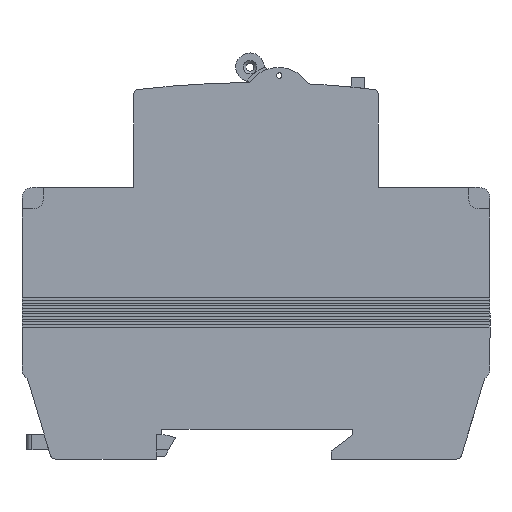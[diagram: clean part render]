
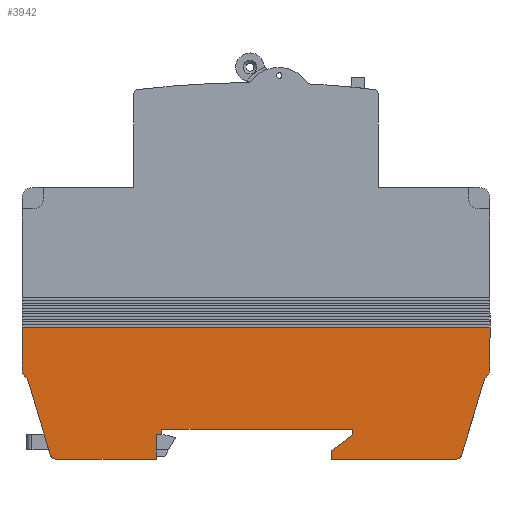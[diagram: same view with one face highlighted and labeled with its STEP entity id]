
A CAD part, left-side view. The second image highlights one B-rep face of the part: STEP entity #3942.
In plain terms, the highlighted planar face has unit normal (-1, 0, 0).
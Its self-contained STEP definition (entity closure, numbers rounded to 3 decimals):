
#32 = VECTOR ( 'NONE', #8255, 1000. ) ;
#73 = ORIENTED_EDGE ( 'NONE', *, *, #2494, .F. ) ;
#170 = AXIS2_PLACEMENT_3D ( 'NONE', #5238, #492, #6026 ) ;
#281 = LINE ( 'NONE', #3525, #32 ) ;
#335 = VERTEX_POINT ( 'NONE', #457 ) ;
#400 = EDGE_CURVE ( 'NONE', #8912, #9826, #7715, .T. ) ;
#408 = LINE ( 'NONE', #484, #8325 ) ;
#457 = CARTESIAN_POINT ( 'NONE',  ( -9., -43.5, 19. ) ) ;
#484 = CARTESIAN_POINT ( 'NONE',  ( -9., 43.5, 9.5 ) ) ;
#492 = DIRECTION ( 'NONE',  ( -1., 0., 0. ) ) ;
#523 = DIRECTION ( 'NONE',  ( 0., 0.287, -0.958 ) ) ;
#602 = EDGE_CURVE ( 'NONE', #9625, #2426, #5599, .T. ) ;
#630 = EDGE_CURVE ( 'NONE', #335, #894, #8802, .T. ) ;
#894 = VERTEX_POINT ( 'NONE', #1417 ) ;
#1130 = ORIENTED_EDGE ( 'NONE', *, *, #3004, .T. ) ;
#1142 = EDGE_CURVE ( 'NONE', #6702, #7866, #1448, .T. ) ;
#1203 = DIRECTION ( 'NONE',  ( 0., 1., 0. ) ) ;
#1267 = AXIS2_PLACEMENT_3D ( 'NONE', #6717, #1960, #7531 ) ;
#1360 = CARTESIAN_POINT ( 'NONE',  ( -9., -18., 0. ) ) ;
#1378 = CARTESIAN_POINT ( 'NONE',  ( -9., 42.5, 9.5 ) ) ;
#1397 = CARTESIAN_POINT ( 'NONE',  ( -9., -18., -1. ) ) ;
#1417 = CARTESIAN_POINT ( 'NONE',  ( -9., -43.5, 11.232 ) ) ;
#1448 = LINE ( 'NONE', #9608, #9607 ) ;
#1491 = EDGE_CURVE ( 'NONE', #3391, #3535, #8939, .T. ) ;
#1621 = VECTOR ( 'NONE', #9483, 1000. ) ;
#1713 = DIRECTION ( 'NONE',  ( 1., 0., 0. ) ) ;
#1742 = ORIENTED_EDGE ( 'NONE', *, *, #1491, .F. ) ;
#1764 = VERTEX_POINT ( 'NONE', #1378 ) ;
#1949 = EDGE_CURVE ( 'NONE', #7866, #3142, #4360, .T. ) ;
#1960 = DIRECTION ( 'NONE',  ( -1., 0., 0. ) ) ;
#2061 = LINE ( 'NONE', #1360, #3923 ) ;
#2065 = LINE ( 'NONE', #1397, #8128 ) ;
#2136 = DIRECTION ( 'NONE',  ( 0., 1., 0. ) ) ;
#2139 = LINE ( 'NONE', #9023, #6103 ) ;
#2151 = VERTEX_POINT ( 'NONE', #3803 ) ;
#2246 = VECTOR ( 'NONE', #1203, 1000. ) ;
#2290 = EDGE_CURVE ( 'NONE', #3142, #9625, #3466, .T. ) ;
#2426 = VERTEX_POINT ( 'NONE', #6851 ) ;
#2433 = LINE ( 'NONE', #5766, #6637 ) ;
#2483 = EDGE_CURVE ( 'NONE', #4703, #2529, #2065, .T. ) ;
#2494 = EDGE_CURVE ( 'NONE', #2151, #335, #5316, .T. ) ;
#2500 = PLANE ( 'NONE',  #6242 ) ;
#2529 = VERTEX_POINT ( 'NONE', #3816 ) ;
#2591 = DIRECTION ( 'NONE',  ( 0., 0., 1. ) ) ;
#2635 = EDGE_CURVE ( 'NONE', #8542, #9826, #9372, .T. ) ;
#2739 = DIRECTION ( 'NONE',  ( 0., 0., -1. ) ) ;
#2742 = VECTOR ( 'NONE', #3456, 1000. ) ;
#2767 = ORIENTED_EDGE ( 'NONE', *, *, #2635, .T. ) ;
#2823 = DIRECTION ( 'NONE',  ( -1., 0., 0. ) ) ;
#3004 = EDGE_CURVE ( 'NONE', #4742, #2426, #7221, .T. ) ;
#3120 = ORIENTED_EDGE ( 'NONE', *, *, #2290, .F. ) ;
#3134 = ORIENTED_EDGE ( 'NONE', *, *, #1949, .F. ) ;
#3142 = VERTEX_POINT ( 'NONE', #7951 ) ;
#3373 = DIRECTION ( 'NONE',  ( -1., 0., 0. ) ) ;
#3381 = ORIENTED_EDGE ( 'NONE', *, *, #2483, .F. ) ;
#3391 = VERTEX_POINT ( 'NONE', #7509 ) ;
#3456 = DIRECTION ( 'NONE',  ( 0., 0., -1. ) ) ;
#3466 = LINE ( 'NONE', #8275, #5565 ) ;
#3491 = EDGE_CURVE ( 'NONE', #4893, #2151, #408, .T. ) ;
#3503 = ORIENTED_EDGE ( 'NONE', *, *, #1142, .F. ) ;
#3525 = CARTESIAN_POINT ( 'NONE',  ( -9., -14., -4. ) ) ;
#3535 = VERTEX_POINT ( 'NONE', #3712 ) ;
#3712 = CARTESIAN_POINT ( 'NONE',  ( -9., -14., -4. ) ) ;
#3752 = ORIENTED_EDGE ( 'NONE', *, *, #602, .F. ) ;
#3781 = DIRECTION ( 'NONE',  ( 0., 0., 1. ) ) ;
#3803 = CARTESIAN_POINT ( 'NONE',  ( -9., 43.5, 19. ) ) ;
#3816 = CARTESIAN_POINT ( 'NONE',  ( -9., -18., 0. ) ) ;
#3923 = VECTOR ( 'NONE', #2136, 1000. ) ;
#3942 = ADVANCED_FACE ( 'NONE', ( #9541 ), #2500, .F. ) ;
#4061 = DIRECTION ( 'NONE',  ( 0., 0., -1. ) ) ;
#4360 = LINE ( 'NONE', #5932, #2246 ) ;
#4374 = ORIENTED_EDGE ( 'NONE', *, *, #5600, .F. ) ;
#4380 = CARTESIAN_POINT ( 'NONE',  ( -9., 17.5, 0. ) ) ;
#4703 = VERTEX_POINT ( 'NONE', #8638 ) ;
#4742 = VERTEX_POINT ( 'NONE', #7090 ) ;
#4855 = ORIENTED_EDGE ( 'NONE', *, *, #6603, .F. ) ;
#4893 = VERTEX_POINT ( 'NONE', #6284 ) ;
#5047 = EDGE_CURVE ( 'NONE', #8912, #894, #6894, .T. ) ;
#5157 = CARTESIAN_POINT ( 'NONE',  ( -9., -42.5, 9.5 ) ) ;
#5238 = CARTESIAN_POINT ( 'NONE',  ( -9., 37.256, -4.5 ) ) ;
#5316 = LINE ( 'NONE', #10127, #9502 ) ;
#5429 = DIRECTION ( 'NONE',  ( 0., -1., 0. ) ) ;
#5565 = VECTOR ( 'NONE', #2739, 1000. ) ;
#5599 = LINE ( 'NONE', #8649, #1621 ) ;
#5600 = EDGE_CURVE ( 'NONE', #8542, #3391, #2433, .T. ) ;
#5766 = CARTESIAN_POINT ( 'NONE',  ( -9., -38., -5.5 ) ) ;
#5767 = CARTESIAN_POINT ( 'NONE',  ( -9., -14., -5.5 ) ) ;
#5791 = CARTESIAN_POINT ( 'NONE',  ( -9., -37.256, -5.5 ) ) ;
#5849 = ORIENTED_EDGE ( 'NONE', *, *, #400, .F. ) ;
#5891 = DIRECTION ( 'NONE',  ( 0., 0.287, 0.958 ) ) ;
#5932 = CARTESIAN_POINT ( 'NONE',  ( -9., 17.5, -1. ) ) ;
#6026 = DIRECTION ( 'NONE',  ( 0., 0., -1. ) ) ;
#6103 = VECTOR ( 'NONE', #5891, 1000. ) ;
#6242 = AXIS2_PLACEMENT_3D ( 'NONE', #6480, #1713, #7267 ) ;
#6284 = CARTESIAN_POINT ( 'NONE',  ( -9., 43.5, 11.232 ) ) ;
#6370 = ORIENTED_EDGE ( 'NONE', *, *, #5047, .T. ) ;
#6480 = CARTESIAN_POINT ( 'NONE',  ( -9., 0., -120.486 ) ) ;
#6590 = EDGE_CURVE ( 'NONE', #3535, #4703, #281, .T. ) ;
#6599 = AXIS2_PLACEMENT_3D ( 'NONE', #7560, #2823, #8359 ) ;
#6603 = EDGE_CURVE ( 'NONE', #4742, #1764, #2139, .T. ) ;
#6637 = VECTOR ( 'NONE', #7351, 1000. ) ;
#6702 = VERTEX_POINT ( 'NONE', #4380 ) ;
#6717 = CARTESIAN_POINT ( 'NONE',  ( -9., 41.5, 11.232 ) ) ;
#6805 = DIRECTION ( 'NONE',  ( 0., 0., 1. ) ) ;
#6851 = CARTESIAN_POINT ( 'NONE',  ( -9., 37.256, -5.5 ) ) ;
#6894 = CIRCLE ( 'NONE', #7667, 2. ) ;
#7081 = CARTESIAN_POINT ( 'NONE',  ( -9., -38.214, -4.787 ) ) ;
#7090 = CARTESIAN_POINT ( 'NONE',  ( -9., 38.214, -4.787 ) ) ;
#7093 = VECTOR ( 'NONE', #2591, 1000. ) ;
#7121 = ORIENTED_EDGE ( 'NONE', *, *, #3491, .F. ) ;
#7221 = CIRCLE ( 'NONE', #170, 1. ) ;
#7267 = DIRECTION ( 'NONE',  ( 0., 0., -1. ) ) ;
#7351 = DIRECTION ( 'NONE',  ( 0., 1., 0. ) ) ;
#7509 = CARTESIAN_POINT ( 'NONE',  ( -9., -14., -5.5 ) ) ;
#7531 = DIRECTION ( 'NONE',  ( 0., 0., -1. ) ) ;
#7560 = CARTESIAN_POINT ( 'NONE',  ( -9., -37.256, -4.5 ) ) ;
#7658 = CARTESIAN_POINT ( 'NONE',  ( -9., -42.5, 9.5 ) ) ;
#7667 = AXIS2_PLACEMENT_3D ( 'NONE', #8086, #3373, #8881 ) ;
#7715 = LINE ( 'NONE', #7658, #9561 ) ;
#7761 = ORIENTED_EDGE ( 'NONE', *, *, #630, .F. ) ;
#7866 = VERTEX_POINT ( 'NONE', #9713 ) ;
#7951 = CARTESIAN_POINT ( 'NONE',  ( -9., 18.5, -1. ) ) ;
#8057 = ORIENTED_EDGE ( 'NONE', *, *, #6590, .F. ) ;
#8086 = CARTESIAN_POINT ( 'NONE',  ( -9., -41.5, 11.232 ) ) ;
#8112 = EDGE_CURVE ( 'NONE', #2529, #6702, #2061, .T. ) ;
#8117 = CIRCLE ( 'NONE', #1267, 2. ) ;
#8128 = VECTOR ( 'NONE', #3781, 1000. ) ;
#8255 = DIRECTION ( 'NONE',  ( 0., -0.8, 0.6 ) ) ;
#8275 = CARTESIAN_POINT ( 'NONE',  ( -9., 18.5, -1. ) ) ;
#8325 = VECTOR ( 'NONE', #6805, 1000. ) ;
#8359 = DIRECTION ( 'NONE',  ( 0., 0., -1. ) ) ;
#8542 = VERTEX_POINT ( 'NONE', #5791 ) ;
#8638 = CARTESIAN_POINT ( 'NONE',  ( -9., -18., -1. ) ) ;
#8649 = CARTESIAN_POINT ( 'NONE',  ( -9., 18.5, -5.5 ) ) ;
#8802 = LINE ( 'NONE', #9753, #2742 ) ;
#8881 = DIRECTION ( 'NONE',  ( 0., 0., -1. ) ) ;
#8912 = VERTEX_POINT ( 'NONE', #5157 ) ;
#8939 = LINE ( 'NONE', #5767, #7093 ) ;
#9023 = CARTESIAN_POINT ( 'NONE',  ( -9., 38., -5.5 ) ) ;
#9208 = CARTESIAN_POINT ( 'NONE',  ( -9., 18.5, -5.5 ) ) ;
#9355 = EDGE_LOOP ( 'NONE', ( #7761, #73, #7121, #9729, #4855, #1130, #3752, #3120, #3134, #3503, #10044, #3381, #8057, #1742, #4374, #2767, #5849, #6370 ) ) ;
#9372 = CIRCLE ( 'NONE', #6599, 1. ) ;
#9483 = DIRECTION ( 'NONE',  ( 0., 1., 0. ) ) ;
#9502 = VECTOR ( 'NONE', #5429, 1000. ) ;
#9523 = EDGE_CURVE ( 'NONE', #4893, #1764, #8117, .T. ) ;
#9541 = FACE_OUTER_BOUND ( 'NONE', #9355, .T. ) ;
#9561 = VECTOR ( 'NONE', #523, 1000. ) ;
#9607 = VECTOR ( 'NONE', #4061, 1000. ) ;
#9608 = CARTESIAN_POINT ( 'NONE',  ( -9., 17.5, 0. ) ) ;
#9625 = VERTEX_POINT ( 'NONE', #9208 ) ;
#9713 = CARTESIAN_POINT ( 'NONE',  ( -9., 17.5, -1. ) ) ;
#9729 = ORIENTED_EDGE ( 'NONE', *, *, #9523, .T. ) ;
#9753 = CARTESIAN_POINT ( 'NONE',  ( -9., -43.5, 45. ) ) ;
#9826 = VERTEX_POINT ( 'NONE', #7081 ) ;
#10044 = ORIENTED_EDGE ( 'NONE', *, *, #8112, .F. ) ;
#10127 = CARTESIAN_POINT ( 'NONE',  ( -9., 43.5, 19. ) ) ;
